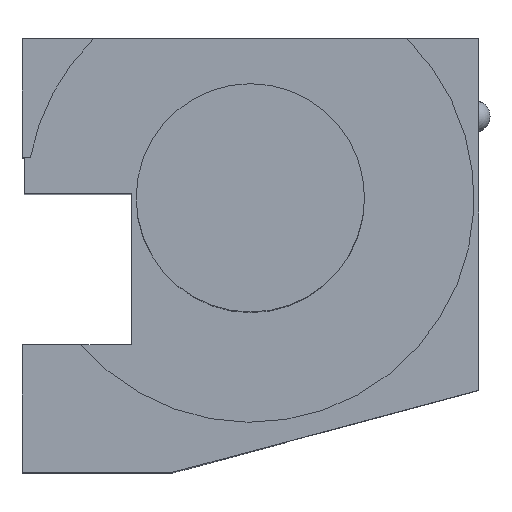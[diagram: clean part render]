
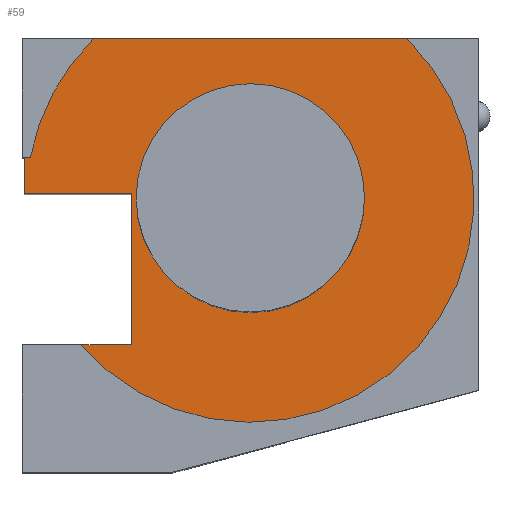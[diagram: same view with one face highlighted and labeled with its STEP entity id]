
A CAD part, top view. The second image highlights one B-rep face of the part: STEP entity #59.
In plain terms, the highlighted planar face has unit normal (0, 0, 1).
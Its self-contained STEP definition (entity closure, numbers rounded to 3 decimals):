
#39=FACE_BOUND('',#131,.T.);
#40=FACE_BOUND('',#132,.T.);
#48=CIRCLE('',#533,25.);
#49=CIRCLE('',#535,49.);
#50=CIRCLE('',#536,49.);
#59=ADVANCED_FACE('',(#39,#40),#85,.F.);
#85=PLANE('',#537);
#131=EDGE_LOOP('',(#166,#167,#168,#169,#170,#171,#172,#173));
#132=EDGE_LOOP('',(#174));
#166=ORIENTED_EDGE('',*,*,#337,.F.);
#167=ORIENTED_EDGE('',*,*,#338,.F.);
#168=ORIENTED_EDGE('',*,*,#339,.T.);
#169=ORIENTED_EDGE('',*,*,#340,.F.);
#170=ORIENTED_EDGE('',*,*,#341,.T.);
#171=ORIENTED_EDGE('',*,*,#342,.F.);
#172=ORIENTED_EDGE('',*,*,#343,.T.);
#173=ORIENTED_EDGE('',*,*,#344,.T.);
#174=ORIENTED_EDGE('',*,*,#336,.T.);
#292=VERTEX_POINT('',#718);
#293=VERTEX_POINT('',#721);
#294=VERTEX_POINT('',#722);
#295=VERTEX_POINT('',#724);
#296=VERTEX_POINT('',#726);
#297=VERTEX_POINT('',#728);
#298=VERTEX_POINT('',#730);
#299=VERTEX_POINT('',#732);
#300=VERTEX_POINT('',#734);
#336=EDGE_CURVE('',#292,#292,#48,.T.);
#337=EDGE_CURVE('',#293,#294,#399,.T.);
#338=EDGE_CURVE('',#295,#293,#400,.T.);
#339=EDGE_CURVE('',#295,#296,#49,.T.);
#340=EDGE_CURVE('',#297,#296,#401,.T.);
#341=EDGE_CURVE('',#297,#298,#50,.T.);
#342=EDGE_CURVE('',#299,#298,#402,.T.);
#343=EDGE_CURVE('',#299,#300,#403,.T.);
#344=EDGE_CURVE('',#300,#294,#404,.T.);
#399=LINE('',#720,#454);
#400=LINE('',#723,#455);
#401=LINE('',#727,#456);
#402=LINE('',#731,#457);
#403=LINE('',#733,#458);
#404=LINE('',#735,#459);
#454=VECTOR('',#588,1.);
#455=VECTOR('',#589,1.);
#456=VECTOR('',#592,1.);
#457=VECTOR('',#595,1.);
#458=VECTOR('',#596,1.);
#459=VECTOR('',#597,1.);
#533=AXIS2_PLACEMENT_3D('',#717,#584,#585);
#535=AXIS2_PLACEMENT_3D('',#725,#590,#591);
#536=AXIS2_PLACEMENT_3D('',#729,#593,#594);
#537=AXIS2_PLACEMENT_3D('',#736,#598,#599);
#584=DIRECTION('',(0.,0.,-1.));
#585=DIRECTION('',(-1.,0.,0.));
#588=DIRECTION('',(0.,1.,0.));
#589=DIRECTION('',(1.,0.,0.));
#590=DIRECTION('',(0.,0.,1.));
#591=DIRECTION('',(1.,0.,0.));
#592=DIRECTION('',(1.,0.,0.));
#593=DIRECTION('',(0.,0.,1.));
#594=DIRECTION('',(1.,0.,0.));
#595=DIRECTION('',(1.,0.,0.));
#596=DIRECTION('',(0.,-1.,0.));
#597=DIRECTION('',(1.,0.,0.));
#598=DIRECTION('',(0.,0.,-1.));
#599=DIRECTION('',(1.,0.,0.));
#717=CARTESIAN_POINT('',(0.,0.,0.));
#718=CARTESIAN_POINT('',(-25.,0.,0.));
#720=CARTESIAN_POINT('',(-26.,27.15,0.));
#721=CARTESIAN_POINT('',(-26.,-32.,0.));
#722=CARTESIAN_POINT('',(-26.,1.,0.));
#723=CARTESIAN_POINT('',(0.,-32.,0.));
#724=CARTESIAN_POINT('',(-37.108,-32.,0.));
#725=CARTESIAN_POINT('',(0.,0.,0.));
#726=CARTESIAN_POINT('',(34.293,35.,0.));
#727=CARTESIAN_POINT('',(0.,35.,0.));
#728=CARTESIAN_POINT('',(-34.293,35.,0.));
#729=CARTESIAN_POINT('',(0.,0.,0.));
#730=CARTESIAN_POINT('',(-48.166,9.,0.));
#731=CARTESIAN_POINT('',(-49.5,9.,0.));
#732=CARTESIAN_POINT('',(-49.5,9.,0.));
#733=CARTESIAN_POINT('',(-49.5,9.,0.));
#734=CARTESIAN_POINT('',(-49.5,1.,0.));
#735=CARTESIAN_POINT('',(-49.5,1.,0.));
#736=CARTESIAN_POINT('',(0.,27.15,0.));
